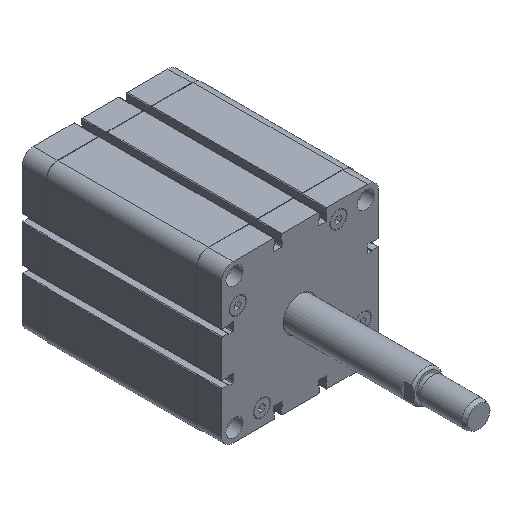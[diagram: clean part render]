
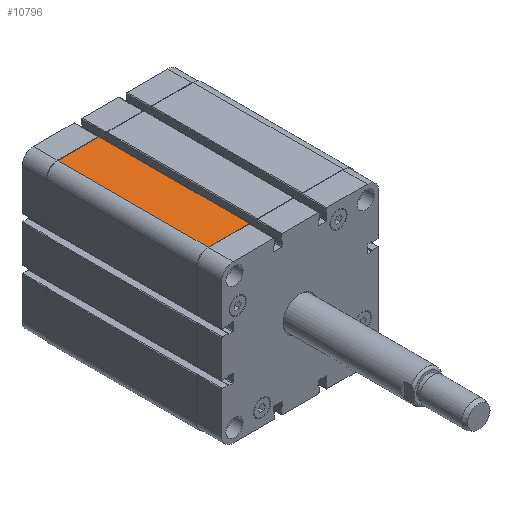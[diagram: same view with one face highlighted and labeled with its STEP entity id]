
A CAD part, isometric view. The second image highlights one B-rep face of the part: STEP entity #10796.
In plain terms, the highlighted planar face has unit normal (0, 0, 1).
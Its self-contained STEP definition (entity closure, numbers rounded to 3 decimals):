
#7311=CARTESIAN_POINT('',(-53.,59.0,62.));
#7312=VERTEX_POINT('',#7311);
#7320=CARTESIAN_POINT('',(-20.75,59.0,62.));
#7321=VERTEX_POINT('',#7320);
#7322=CARTESIAN_POINT('',(-20.75,59.0,62.));
#7323=DIRECTION('',(-1.0,0.0,0.0));
#7324=VECTOR('',#7323,32.25);
#7325=LINE('',#7322,#7324);
#7326=EDGE_CURVE('',#7321,#7312,#7325,.T.);
#9481=CARTESIAN_POINT('',(-20.75,-59.0,62.));
#9482=VERTEX_POINT('',#9481);
#9490=CARTESIAN_POINT('',(-53.,-59.0,62.));
#9491=VERTEX_POINT('',#9490);
#9492=CARTESIAN_POINT('',(-53.,-59.0,62.));
#9493=DIRECTION('',(1.0,0.0,0.0));
#9494=VECTOR('',#9493,32.25);
#9495=LINE('',#9492,#9494);
#9496=EDGE_CURVE('',#9491,#9482,#9495,.T.);
#10769=CARTESIAN_POINT('',(-20.75,-59.0,62.));
#10770=DIRECTION('',(0.0,1.0,0.0));
#10771=VECTOR('',#10770,118.0);
#10772=LINE('',#10769,#10771);
#10773=EDGE_CURVE('',#9482,#7321,#10772,.T.);
#10780=CARTESIAN_POINT('',(-20.75,0.0,62.));
#10781=DIRECTION('',(0.0,0.0,1.0));
#10782=DIRECTION('',(1.0,0.0,0.0));
#10783=AXIS2_PLACEMENT_3D('',#10780,#10781,#10782);
#10784=PLANE('',#10783);
#10785=ORIENTED_EDGE('',*,*,#7326,.T.);
#10786=CARTESIAN_POINT('',(-53.,-59.0,62.));
#10787=DIRECTION('',(0.0,1.0,0.0));
#10788=VECTOR('',#10787,118.0);
#10789=LINE('',#10786,#10788);
#10790=EDGE_CURVE('',#9491,#7312,#10789,.T.);
#10791=ORIENTED_EDGE('',*,*,#10790,.F.);
#10792=ORIENTED_EDGE('',*,*,#9496,.T.);
#10793=ORIENTED_EDGE('',*,*,#10773,.T.);
#10794=EDGE_LOOP('',(#10785,#10791,#10792,#10793));
#10795=FACE_OUTER_BOUND('',#10794,.T.);
#10796=ADVANCED_FACE('',(#10795),#10784,.T.);
